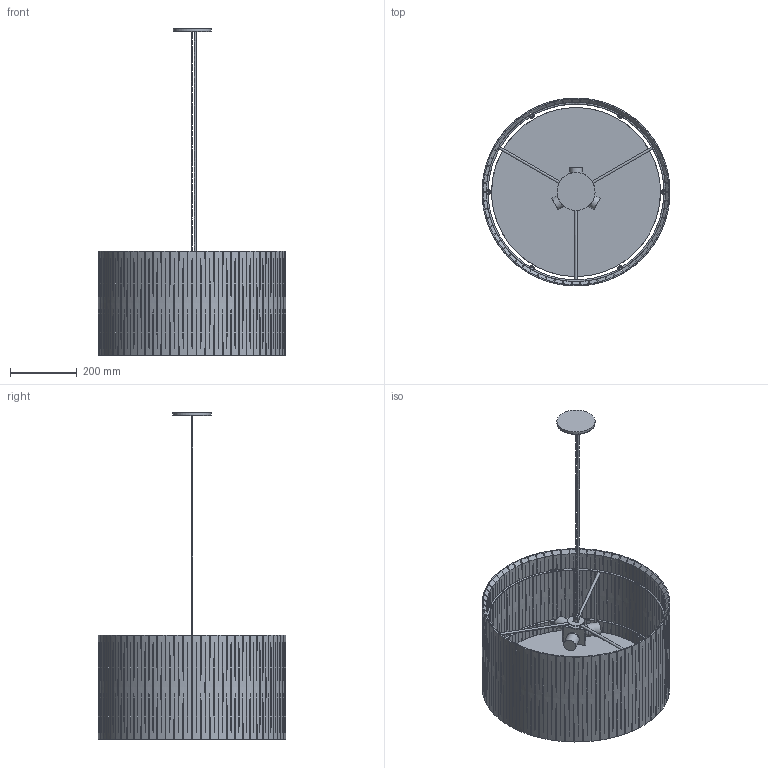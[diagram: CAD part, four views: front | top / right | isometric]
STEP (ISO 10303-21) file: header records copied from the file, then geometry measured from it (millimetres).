
FILE_DESCRIPTION(/* description */ (''),/* implementation_level */ '2;1');
FILE_NAME(/* name */ 'Kerf_D6_Felt_3D_mm',/* time_stamp */ '2025-07-01T16:03:31-07:00',/* author */ (''),/* organization */ (''),/* preprocessor_version */ 'ST-DEVELOPER v16.5',/* originating_system */ '',/* authorisation */ '');
FILE_SCHEMA (('AUTOMOTIVE_DESIGN'));
Length unit declared in the file: inch
Products named in the file (1): Document
Bounding box: 564 x 564.01 x 981.77 mm (x, y, z)
Volume: 7934044.7 mm3; surface area: 2507085.1 mm2
Topology: 37 solids, 38 shells, 1028 faces, 2756 edges, 1800 vertices
Faces by surface type: bspline 963, plane 65
Entity records: 48115 total; most frequent: CARTESIAN_POINT 30816, ORIENTED_EDGE 5511, EDGE_CURVE 2756, B_SPLINE_CURVE_WITH_KNOTS 2427, VERTEX_POINT 1800, EDGE_LOOP 1171, ADVANCED_FACE 1028, FACE_OUTER_BOUND 1028
